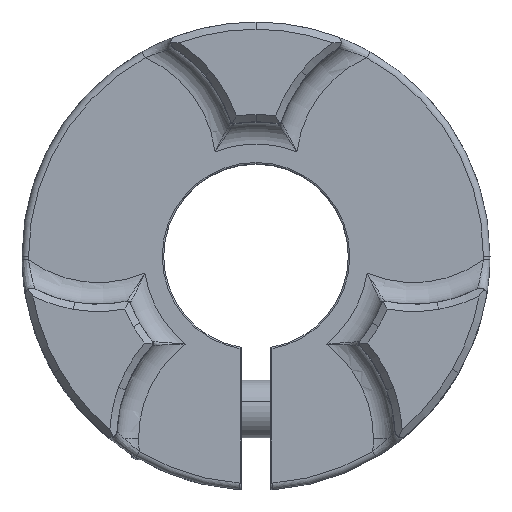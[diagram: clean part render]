
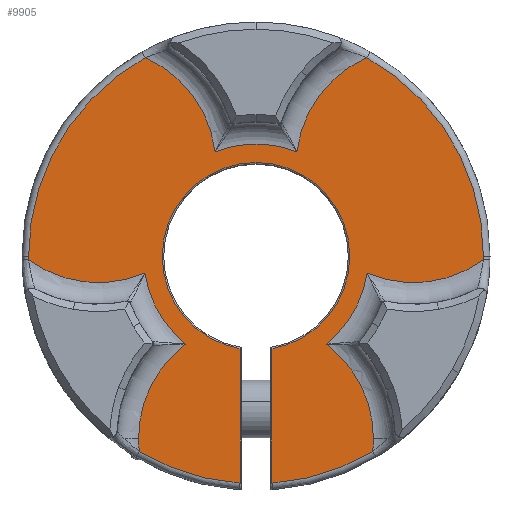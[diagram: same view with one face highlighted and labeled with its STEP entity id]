
A CAD part, top view. The second image highlights one B-rep face of the part: STEP entity #9905.
In plain terms, the highlighted planar face has unit normal (0, 0, 1).
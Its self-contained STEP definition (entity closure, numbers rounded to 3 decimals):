
#6562=CARTESIAN_POINT('',(-1.1,-6.356,10.4));
#6563=VERTEX_POINT('',#6562);
#7711=CARTESIAN_POINT('',(-1.1,-15.611,10.4));
#7712=VERTEX_POINT('',#7711);
#7956=CARTESIAN_POINT('',(1.1,-6.356,10.4));
#7957=VERTEX_POINT('',#7956);
#8000=CARTESIAN_POINT('',(-6.45,0.,10.4));
#8001=VERTEX_POINT('',#8000);
#8009=CARTESIAN_POINT('',(0.,0.,10.4));
#8010=DIRECTION('',(0.,0.,1.));
#8011=DIRECTION('',(1.,0.,-0.));
#8012=AXIS2_PLACEMENT_3D('',#8009,#8010,#8011);
#8013=CIRCLE('',#8012,6.45);
#8014=EDGE_CURVE('',#8001,#6563,#8013,.T.);
#9072=CARTESIAN_POINT('',(1.1,-15.611,10.4));
#9073=VERTEX_POINT('',#9072);
#9187=CARTESIAN_POINT('',(8.025,-13.436,10.4));
#9188=VERTEX_POINT('',#9187);
#9199=CARTESIAN_POINT('',(0.,0.,10.4));
#9200=DIRECTION('',(-0.,-0.,-1.));
#9201=DIRECTION('',(1.,0.,-0.));
#9202=AXIS2_PLACEMENT_3D('',#9199,#9200,#9201);
#9203=CIRCLE('',#9202,15.65);
#9204=EDGE_CURVE('',#9188,#9073,#9203,.T.);
#9726=CARTESIAN_POINT('',(0.,0.,10.4));
#9727=DIRECTION('',(0.,0.,1.));
#9728=DIRECTION('',(1.,0.,0.));
#9729=AXIS2_PLACEMENT_3D('',#9726,#9727,#9728);
#9730=PLANE('',#9729);
#9731=CARTESIAN_POINT('',(1.1,-115.613,10.4));
#9732=DIRECTION('',(-0.,1.,-0.));
#9733=VECTOR('',#9732,92.558);
#9734=LINE('',#9731,#9733);
#9735=EDGE_CURVE('',#9073,#7957,#9734,.T.);
#9736=ORIENTED_EDGE('',*,*,#9735,.F.);
#9737=ORIENTED_EDGE('',*,*,#9204,.F.);
#9738=CARTESIAN_POINT('',(8.077,-12.52,10.4));
#9739=VERTEX_POINT('',#9738);
#9740=CARTESIAN_POINT('',(-0.,-12.52,10.4));
#9741=DIRECTION('',(-0.,-0.,-1.));
#9742=DIRECTION('',(1.,0.,-0.));
#9743=AXIS2_PLACEMENT_3D('',#9740,#9741,#9742);
#9744=CIRCLE('',#9743,8.077);
#9745=EDGE_CURVE('',#9739,#9188,#9744,.T.);
#9746=ORIENTED_EDGE('',*,*,#9745,.F.);
#9747=CARTESIAN_POINT('',(4.823,-6.041,10.4));
#9748=VERTEX_POINT('',#9747);
#9749=CARTESIAN_POINT('',(-0.,-12.52,10.4));
#9750=DIRECTION('',(-0.,-0.,-1.));
#9751=DIRECTION('',(1.,0.,-0.));
#9752=AXIS2_PLACEMENT_3D('',#9749,#9750,#9751);
#9753=CIRCLE('',#9752,8.077);
#9754=EDGE_CURVE('',#9748,#9739,#9753,.T.);
#9755=ORIENTED_EDGE('',*,*,#9754,.F.);
#9756=CARTESIAN_POINT('',(7.643,-1.156,10.4));
#9757=VERTEX_POINT('',#9756);
#9758=CARTESIAN_POINT('',(0.,0.,10.4));
#9759=DIRECTION('',(-0.,-0.,-1.));
#9760=DIRECTION('',(1.,0.,-0.));
#9761=AXIS2_PLACEMENT_3D('',#9758,#9759,#9760);
#9762=CIRCLE('',#9761,7.73);
#9763=EDGE_CURVE('',#9757,#9748,#9762,.T.);
#9764=ORIENTED_EDGE('',*,*,#9763,.F.);
#9765=CARTESIAN_POINT('',(15.648,-0.232,10.4));
#9766=VERTEX_POINT('',#9765);
#9767=CARTESIAN_POINT('',(10.843,6.26,10.4));
#9768=DIRECTION('',(-0.,-0.,-1.));
#9769=DIRECTION('',(1.,0.,-0.));
#9770=AXIS2_PLACEMENT_3D('',#9767,#9768,#9769);
#9771=CIRCLE('',#9770,8.077);
#9772=EDGE_CURVE('',#9766,#9757,#9771,.T.);
#9773=ORIENTED_EDGE('',*,*,#9772,.F.);
#9774=CARTESIAN_POINT('',(15.65,-0.,10.4));
#9775=VERTEX_POINT('',#9774);
#9776=CARTESIAN_POINT('',(0.,0.,10.4));
#9777=DIRECTION('',(-0.,-0.,-1.));
#9778=DIRECTION('',(1.,0.,-0.));
#9779=AXIS2_PLACEMENT_3D('',#9776,#9777,#9778);
#9780=CIRCLE('',#9779,15.65);
#9781=EDGE_CURVE('',#9775,#9766,#9780,.T.);
#9782=ORIENTED_EDGE('',*,*,#9781,.F.);
#9783=CARTESIAN_POINT('',(7.623,13.668,10.4));
#9784=VERTEX_POINT('',#9783);
#9785=CARTESIAN_POINT('',(0.,0.,10.4));
#9786=DIRECTION('',(-0.,-0.,-1.));
#9787=DIRECTION('',(1.,0.,-0.));
#9788=AXIS2_PLACEMENT_3D('',#9785,#9786,#9787);
#9789=CIRCLE('',#9788,15.65);
#9790=EDGE_CURVE('',#9784,#9775,#9789,.T.);
#9791=ORIENTED_EDGE('',*,*,#9790,.F.);
#9792=CARTESIAN_POINT('',(2.82,7.197,10.4));
#9793=VERTEX_POINT('',#9792);
#9794=CARTESIAN_POINT('',(10.843,6.26,10.4));
#9795=DIRECTION('',(-0.,-0.,-1.));
#9796=DIRECTION('',(1.,0.,-0.));
#9797=AXIS2_PLACEMENT_3D('',#9794,#9795,#9796);
#9798=CIRCLE('',#9797,8.077);
#9799=EDGE_CURVE('',#9793,#9784,#9798,.T.);
#9800=ORIENTED_EDGE('',*,*,#9799,.F.);
#9801=CARTESIAN_POINT('',(-2.82,7.197,10.4));
#9802=VERTEX_POINT('',#9801);
#9803=CARTESIAN_POINT('',(0.,0.,10.4));
#9804=DIRECTION('',(-0.,-0.,-1.));
#9805=DIRECTION('',(1.,0.,-0.));
#9806=AXIS2_PLACEMENT_3D('',#9803,#9804,#9805);
#9807=CIRCLE('',#9806,7.73);
#9808=EDGE_CURVE('',#9802,#9793,#9807,.T.);
#9809=ORIENTED_EDGE('',*,*,#9808,.F.);
#9810=CARTESIAN_POINT('',(-7.623,13.668,10.4));
#9811=VERTEX_POINT('',#9810);
#9812=CARTESIAN_POINT('',(-10.843,6.26,10.4));
#9813=DIRECTION('',(-0.,-0.,-1.));
#9814=DIRECTION('',(1.,0.,-0.));
#9815=AXIS2_PLACEMENT_3D('',#9812,#9813,#9814);
#9816=CIRCLE('',#9815,8.077);
#9817=EDGE_CURVE('',#9811,#9802,#9816,.T.);
#9818=ORIENTED_EDGE('',*,*,#9817,.F.);
#9819=CARTESIAN_POINT('',(-15.65,0.,10.4));
#9820=VERTEX_POINT('',#9819);
#9821=CARTESIAN_POINT('',(0.,0.,10.4));
#9822=DIRECTION('',(-0.,-0.,-1.));
#9823=DIRECTION('',(1.,0.,-0.));
#9824=AXIS2_PLACEMENT_3D('',#9821,#9822,#9823);
#9825=CIRCLE('',#9824,15.65);
#9826=EDGE_CURVE('',#9820,#9811,#9825,.T.);
#9827=ORIENTED_EDGE('',*,*,#9826,.F.);
#9828=CARTESIAN_POINT('',(-15.648,-0.232,10.4));
#9829=VERTEX_POINT('',#9828);
#9830=CARTESIAN_POINT('',(0.,0.,10.4));
#9831=DIRECTION('',(-0.,-0.,-1.));
#9832=DIRECTION('',(1.,0.,-0.));
#9833=AXIS2_PLACEMENT_3D('',#9830,#9831,#9832);
#9834=CIRCLE('',#9833,15.65);
#9835=EDGE_CURVE('',#9829,#9820,#9834,.T.);
#9836=ORIENTED_EDGE('',*,*,#9835,.F.);
#9837=CARTESIAN_POINT('',(-7.643,-1.156,10.4));
#9838=VERTEX_POINT('',#9837);
#9839=CARTESIAN_POINT('',(-10.843,6.26,10.4));
#9840=DIRECTION('',(-0.,-0.,-1.));
#9841=DIRECTION('',(1.,0.,-0.));
#9842=AXIS2_PLACEMENT_3D('',#9839,#9840,#9841);
#9843=CIRCLE('',#9842,8.077);
#9844=EDGE_CURVE('',#9838,#9829,#9843,.T.);
#9845=ORIENTED_EDGE('',*,*,#9844,.F.);
#9846=CARTESIAN_POINT('',(-4.823,-6.041,10.4));
#9847=VERTEX_POINT('',#9846);
#9848=CARTESIAN_POINT('',(0.,0.,10.4));
#9849=DIRECTION('',(-0.,-0.,-1.));
#9850=DIRECTION('',(1.,0.,-0.));
#9851=AXIS2_PLACEMENT_3D('',#9848,#9849,#9850);
#9852=CIRCLE('',#9851,7.73);
#9853=EDGE_CURVE('',#9847,#9838,#9852,.T.);
#9854=ORIENTED_EDGE('',*,*,#9853,.F.);
#9855=CARTESIAN_POINT('',(-8.077,-12.52,10.4));
#9856=VERTEX_POINT('',#9855);
#9857=CARTESIAN_POINT('',(-0.,-12.52,10.4));
#9858=DIRECTION('',(-0.,-0.,-1.));
#9859=DIRECTION('',(1.,0.,-0.));
#9860=AXIS2_PLACEMENT_3D('',#9857,#9858,#9859);
#9861=CIRCLE('',#9860,8.077);
#9862=EDGE_CURVE('',#9856,#9847,#9861,.T.);
#9863=ORIENTED_EDGE('',*,*,#9862,.F.);
#9864=CARTESIAN_POINT('',(-8.025,-13.436,10.4));
#9865=VERTEX_POINT('',#9864);
#9866=CARTESIAN_POINT('',(-0.,-12.52,10.4));
#9867=DIRECTION('',(-0.,-0.,-1.));
#9868=DIRECTION('',(1.,0.,-0.));
#9869=AXIS2_PLACEMENT_3D('',#9866,#9867,#9868);
#9870=CIRCLE('',#9869,8.077);
#9871=EDGE_CURVE('',#9865,#9856,#9870,.T.);
#9872=ORIENTED_EDGE('',*,*,#9871,.F.);
#9873=CARTESIAN_POINT('',(0.,0.,10.4));
#9874=DIRECTION('',(-0.,-0.,-1.));
#9875=DIRECTION('',(1.,0.,-0.));
#9876=AXIS2_PLACEMENT_3D('',#9873,#9874,#9875);
#9877=CIRCLE('',#9876,15.65);
#9878=EDGE_CURVE('',#7712,#9865,#9877,.T.);
#9879=ORIENTED_EDGE('',*,*,#9878,.F.);
#9880=CARTESIAN_POINT('',(-1.1,-23.055,10.4));
#9881=DIRECTION('',(-0.,-1.,-0.));
#9882=VECTOR('',#9881,92.558);
#9883=LINE('',#9880,#9882);
#9884=EDGE_CURVE('',#6563,#7712,#9883,.T.);
#9885=ORIENTED_EDGE('',*,*,#9884,.F.);
#9886=ORIENTED_EDGE('',*,*,#8014,.F.);
#9887=CARTESIAN_POINT('',(6.45,-0.,10.4));
#9888=VERTEX_POINT('',#9887);
#9889=CARTESIAN_POINT('',(0.,0.,10.4));
#9890=DIRECTION('',(0.,0.,1.));
#9891=DIRECTION('',(1.,0.,-0.));
#9892=AXIS2_PLACEMENT_3D('',#9889,#9890,#9891);
#9893=CIRCLE('',#9892,6.45);
#9894=EDGE_CURVE('',#9888,#8001,#9893,.T.);
#9895=ORIENTED_EDGE('',*,*,#9894,.F.);
#9896=CARTESIAN_POINT('',(0.,0.,10.4));
#9897=DIRECTION('',(0.,0.,1.));
#9898=DIRECTION('',(1.,0.,-0.));
#9899=AXIS2_PLACEMENT_3D('',#9896,#9897,#9898);
#9900=CIRCLE('',#9899,6.45);
#9901=EDGE_CURVE('',#7957,#9888,#9900,.T.);
#9902=ORIENTED_EDGE('',*,*,#9901,.F.);
#9903=EDGE_LOOP('',(#9736,#9737,#9746,#9755,#9764,#9773,#9782,#9791,#9800,#9809,#9818,#9827,#9836,#9845,#9854,#9863,#9872,#9879,#9885,#9886,#9895,#9902));
#9904=FACE_BOUND('',#9903,.T.);
#9905=ADVANCED_FACE('',(#9904),#9730,.T.);
